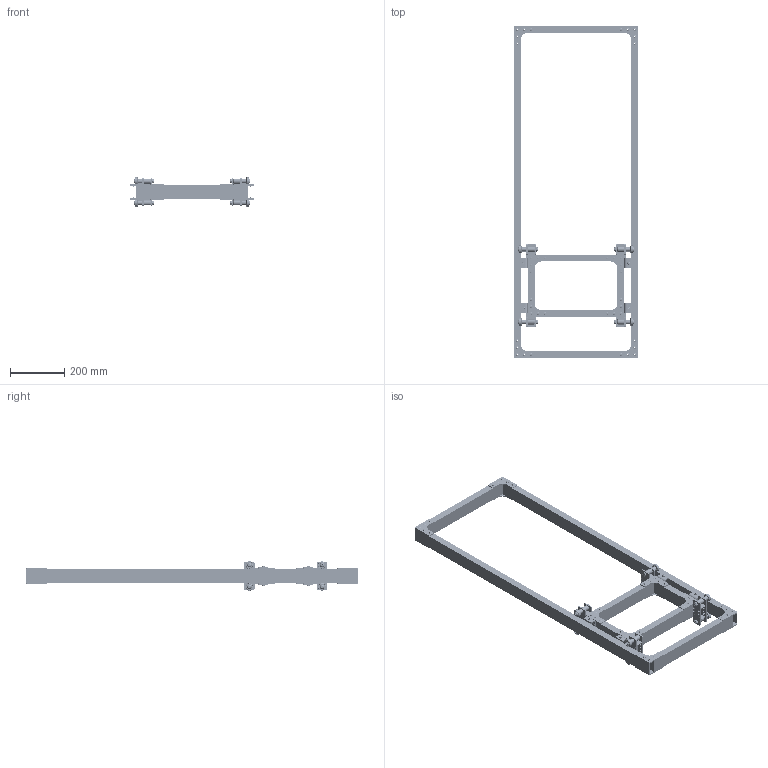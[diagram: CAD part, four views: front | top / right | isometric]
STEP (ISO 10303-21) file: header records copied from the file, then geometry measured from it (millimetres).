
FILE_DESCRIPTION (( 'STEP AP214' ), '1' );
FILE_NAME ('am-3844a Example Single Stage Elevator Bearing Kit.STEP', '2019-01-04T00:38:43', ( '' ), ( '' ), 'SwSTEP 2.0', 'SolidWorks 2018', '' );
FILE_SCHEMA (( 'AUTOMOTIVE_DESIGN' ));
Length unit declared in the file: inch
Products named in the file (21): 91255A636_ALLOY STEEL BUTTON-HEAD SOCKET CAP SCREW_91255A636; 38-16 Nylock Jam Nut_90566A031; AS62-18-44 Aluminum Spacer; SHCS 10-32 x 2.75_HX-SHCS 0.19-32x2.75x0.875-C; 10-32 Nylock Nut; 0.25 Flat Washer_Preferred Wide FW 0.25; 13RS075051 .750 x .260 x 1.00 Spacer; am-0602 .250 x .192 x 2.14 Brass Tube; 187 pop rivet; AS75-18-64 Aluminum Spacer; 1614Z Bearing; Small Bearing Block Plate R2; Large Bearing Block Plate R2; Example Bearing Tube; am-3860 90 Gusset with Rivets; Example Cross Frame Tube; am-3860 90 Gusset; Example Fixed Tube; Example Cross Carriage Tube; Example Single Corner Bearing Assembly R2; am-3844a Example Single Stage Elevator Bearing Kit
Assembly tree (65 placements, depth 3):
  am-3844a Example Single Stage Elevator Bearing Kit
    Example Fixed Tube  x2
    Example Cross Frame Tube  x2
    Example Bearing Tube  x2
    Example Single Corner Bearing Assembly R2  x4
      Large Bearing Block Plate R2
      Small Bearing Block Plate R2
      1614Z Bearing
      AS75-18-64 Aluminum Spacer
      187 pop rivet
      am-0602 .250 x .192 x 2.14 Brass Tube
      13RS075051 .750 x .260 x 1.00 Spacer
      0.25 Flat Washer_Preferred Wide FW 0.25
      10-32 Nylock Nut
      SHCS 10-32 x 2.75_HX-SHCS 0.19-32x2.75x0.875-C
      AS62-18-44 Aluminum Spacer
      38-16 Nylock Jam Nut_90566A031
      91255A636_ALLOY STEEL BUTTON-HEAD SOCKET CAP SCREW_91255A636
    Example Cross Carriage Tube  x2
    am-3860 90 Gusset with Rivets  x16
      am-3860 90 Gusset
      187 pop rivet
Bounding box: 457.2 x 1219.2 x 108.2 mm (x, y, z)
Volume: 1655335.9 mm3; surface area: 1725719.5 mm2
Topology: 236 solids, 236 shells, 3256 faces, 7032 edges, 4456 vertices
Faces by surface type: cylinder 1212, plane 1136, torus 496, cone 332, bspline 72, sphere 8
Full cylindrical faces by diameter (mm): 2.921 x128, 4.039 x4, 4.788 x128, 4.826 x4, 4.877 x4, 4.978 x208, 5.105 x80, 6.35 x4, 6.604 x8, 6.654 x4, 7.925 x8, 7.937 x4, 8.058 x8, 8.236 x24, 9.525 x332, 9.703 x16, 10.048 x8, 15.875 x16, 16.662 x8, 19.05 x16, 28.575 x8
Entity records: 18209 total; most frequent: CARTESIAN_POINT 8498, DIRECTION 1854, ORIENTED_EDGE 1420, AXIS2_PLACEMENT_3D 795, EDGE_LOOP 761, EDGE_CURVE 710, VERTEX_POINT 547, FACE_OUTER_BOUND 516
